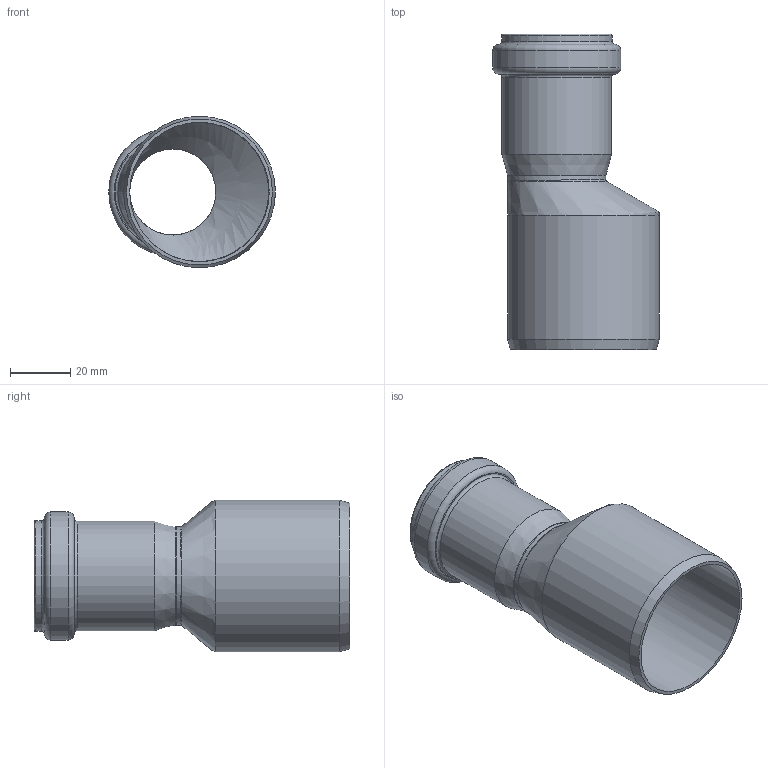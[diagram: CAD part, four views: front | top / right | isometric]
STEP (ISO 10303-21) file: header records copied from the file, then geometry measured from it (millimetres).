
FILE_DESCRIPTION(/* description */ (''),/* implementation_level */ '2;1');
FILE_NAME(/* name */ '559910 HTR DN_OD 50_32 weiß.stp',/* time_stamp */ '2018-01-12T10:45:00+01:00',/* author */ ('user1'),/* organization */ (''),/* preprocessor_version */ 'ST-DEVELOPER v16.1',/* originating_system */ 'Autodesk Inventor 2016',/* authorisation */ '');
FILE_SCHEMA (('AUTOMOTIVE_DESIGN { 1 0 10303 214 3 1 1 }'));
Length unit declared in the file: millimetre
Products named in the file (1): 559910 HTR DN_OD 50_32 weiß
Bounding box: 55.15 x 104.5 x 50.2 mm (x, y, z)
Volume: 27789.3 mm3; surface area: 29191.1 mm2
Topology: 1 solids, 1 shells, 36 faces, 76 edges, 39 vertices
Faces by surface type: torus 11, cylinder 11, cone 7, bspline 4, plane 3
Full cylindrical faces by diameter (mm): 28.5 x1, 32.5 x1, 32.7 x1, 33 x2, 36.3 x1, 36.6 x1, 38.8 x1, 42.4 x1, 46.2 x1, 50.2 x1
Entity records: 1293 total; most frequent: CARTESIAN_POINT 651, DIRECTION 134, ORIENTED_EDGE 84, EDGE_LOOP 68, AXIS2_PLACEMENT_3D 67, EDGE_CURVE 42, VERTEX_POINT 38, FACE_OUTER_BOUND 36
